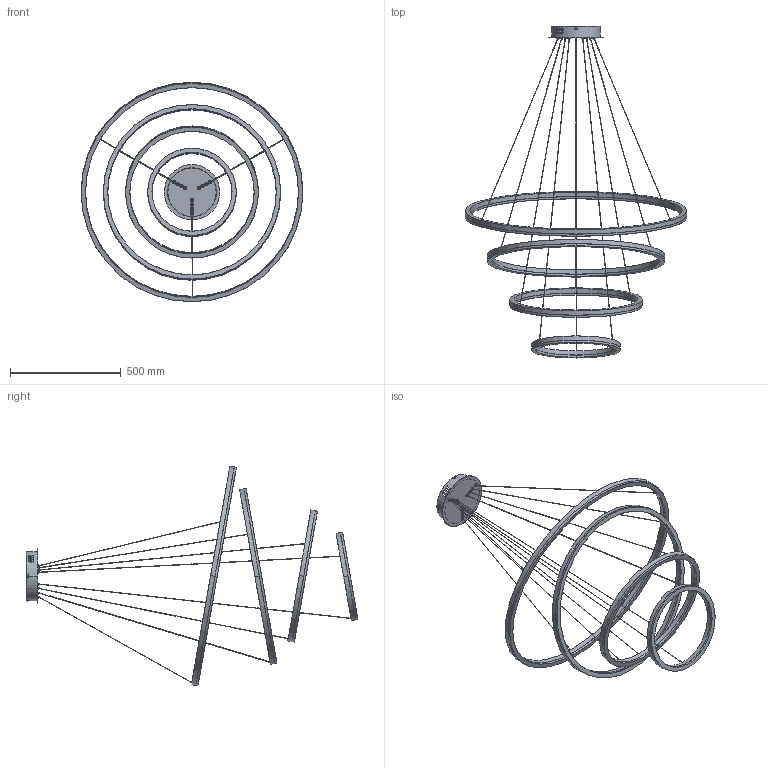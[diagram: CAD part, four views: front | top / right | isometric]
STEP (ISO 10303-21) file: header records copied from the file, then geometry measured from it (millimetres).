
FILE_DESCRIPTION((''),'2;1');
FILE_NAME('XDDD-003_ASM','2023-03-31T00:02:02',('Administrator'),(''),'CREO PARAMETRIC BY PTC INC, 2020053','CREO PARAMETRIC BY PTC INC, 2020053','');
FILE_SCHEMA(('CONFIG_CONTROL_DESIGN'));
Length unit declared in the file: millimetre
Products named in the file (21): XDDD-001-01; XDDD-001-06; TM4X8; XDDD-001-02; XDDD-001-05-1000-1; XDDD-001-05-1000-2; XDDD-001-05-800-1; XDDD-001-05-800-2; XDDD-001-05-600-1; XDDD-001-05-600-2; XDDD-001-05-400-1; XDDD-001-05-400-2; XDDD-003-1000-1; XDDD-003-1000-2; XDDD-003-800-1; XDDD-003-800-2; XDDD-003-600-1; XDDD-003-600-2; XDDD-003-400-1; XDDD-003-400-2; XDDD-003_ASM
Assembly tree (39 placements, depth 2):
  XDDD-003_ASM
    XDDD-001-01
    XDDD-001-06  x2
    TM4X8  x4
    XDDD-001-02  x12
    XDDD-001-05-1000-1
    XDDD-001-05-1000-2
    XDDD-001-05-800-1
    XDDD-001-05-800-2
    XDDD-001-05-600-1
    XDDD-001-05-600-2
    XDDD-001-05-400-1
    XDDD-001-05-400-2
    XDDD-003-1000-1
    XDDD-003-1000-2  x2
    XDDD-003-800-1
    XDDD-003-800-2  x2
    XDDD-003-600-1
    XDDD-003-600-2  x2
    XDDD-003-400-1
    XDDD-003-400-2  x2
Bounding box: 1000 x 1496.49 x 989.9 mm (x, y, z)
Volume: 5296199.1 mm3; surface area: 1445719.8 mm2
Topology: 39 solids, 39 shells, 980 faces, 2270 edges, 1406 vertices
Faces by surface type: cylinder 426, plane 268, torus 198, cone 56, bspline 24, sphere 8
Entity records: 16907 total; most frequent: CARTESIAN_POINT 5599, DIRECTION 2477, ORIENTED_EDGE 2154, EDGE_CURVE 1077, AXIS2_PLACEMENT_3D 1062, VERTEX_POINT 669, CIRCLE 547, EDGE_LOOP 532
